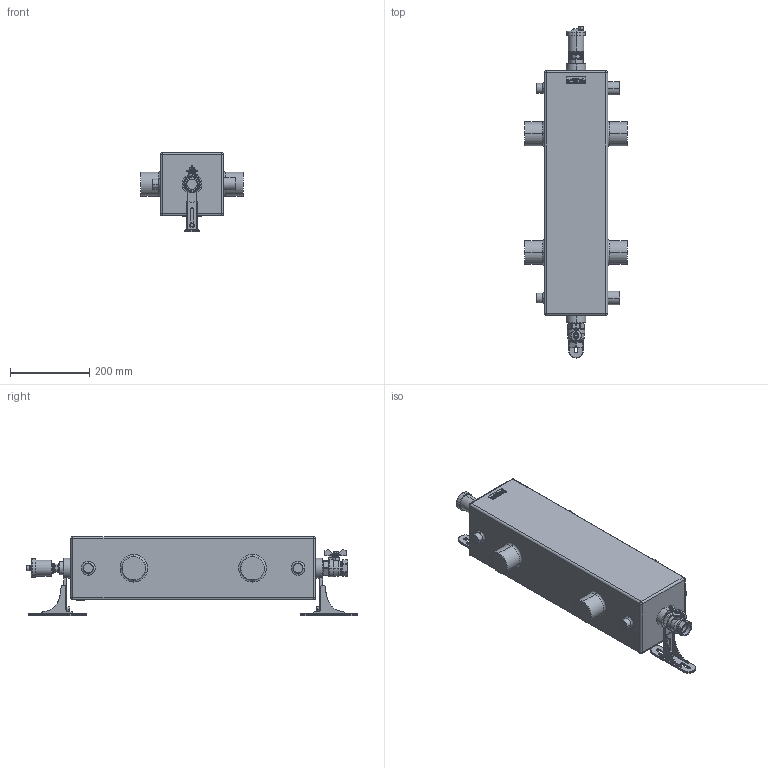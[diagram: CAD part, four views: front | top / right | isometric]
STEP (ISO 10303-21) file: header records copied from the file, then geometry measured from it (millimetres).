
FILE_DESCRIPTION (( 'STEP AP203' ), '1' );
FILE_NAME ('GR-300-65.01+K.GR-250.STEP', '2017-01-04T20:37:08', ( '' ), ( '' ), 'SwSTEP 2.0', 'SolidWorks 2015', '' );
FILE_SCHEMA (( 'CONFIG_CONTROL_DESIGN' ));
Length unit declared in the file: millimetre
Products named in the file (5): GR_GR-300-65; GR-300-65.01+K.GR-250; Êîïèÿ Êðàí øàðîâûé DN-25 ÂÐ-ÂÐ (áàáî÷êà)^GR+K.GR-250; Êîïèÿ Âîçäóøíèê DN15^GR+K.GR-250; K.GR-250 äëÿ ñàéòà_‚ë«¥â 120 ¬¬
Assembly tree (5 placements, depth 2):
  GR-300-65.01+K.GR-250
    GR_GR-300-65
    K.GR-250 äëÿ ñàéòà_‚ë«¥â 120 ¬¬  x2
    Êîïèÿ Êðàí øàðîâûé DN-25 ÂÐ-ÂÐ (áàáî÷êà)^GR+K.GR-250
    Êîïèÿ Âîçäóøíèê DN15^GR+K.GR-250
Bounding box: 260 x 838.89 x 200.5 mm (x, y, z)
Volume: 16759335.8 mm3; surface area: 589327.9 mm2
Topology: 9 solids, 9 shells, 1120 faces, 2978 edges, 1911 vertices
Faces by surface type: plane 417, bspline 348, cylinder 225, cone 94, torus 28, sphere 8
Entity records: 33010 total; most frequent: CARTESIAN_POINT 10334, ORIENTED_EDGE 5188, DIRECTION 3555, EDGE_CURVE 2594, VERTEX_POINT 1694, VECTOR 1329, LINE 1329, AXIS2_PLACEMENT_3D 1113
